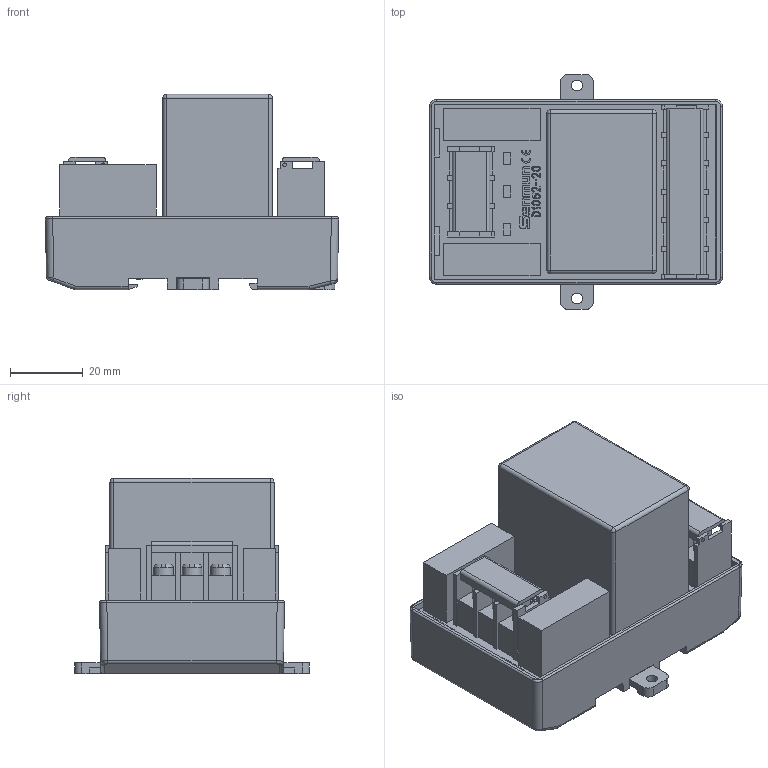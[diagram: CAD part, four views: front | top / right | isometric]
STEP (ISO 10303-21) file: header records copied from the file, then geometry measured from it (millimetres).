
FILE_DESCRIPTION(/* description */ (''),/* implementation_level */ '2;1');
FILE_NAME(/* name */ 'D1052-20E.stp',/* time_stamp */ '2024-08-09T15:34:14+08:00',/* author */ (''),/* organization */ (''),/* preprocessor_version */ 'ST-DEVELOPER v14',/* originating_system */ 'SIEMENS PLM Software NX 8.0',/* authorisation */ '');
FILE_SCHEMA (('AUTOMOTIVE_DESIGN { 1 0 10303 214 3 1 1 1 }'));
Length unit declared in the file: millimetre
Products named in the file (1): D1052-20E 3D_stp
Bounding box: 80.4 x 64.41 x 53.55 mm (x, y, z)
Volume: 132813.8 mm3; surface area: 34229.5 mm2
Topology: 5 solids, 11 shells, 876 faces, 2367 edges, 1562 vertices
Faces by surface type: plane 726, cylinder 97, extrusion 18, cone 12, bspline 10, torus 9, sphere 4
Full cylindrical faces by diameter (mm): 1 x8, 3 x2, 5.3 x9
Entity records: 29612 total; most frequent: CARTESIAN_POINT 6734, ORIENTED_EDGE 4610, DIRECTION 4156, EDGE_CURVE 2305, VECTOR 1908, LINE 1890, VERTEX_POINT 1536, AXIS2_PLACEMENT_3D 1124
